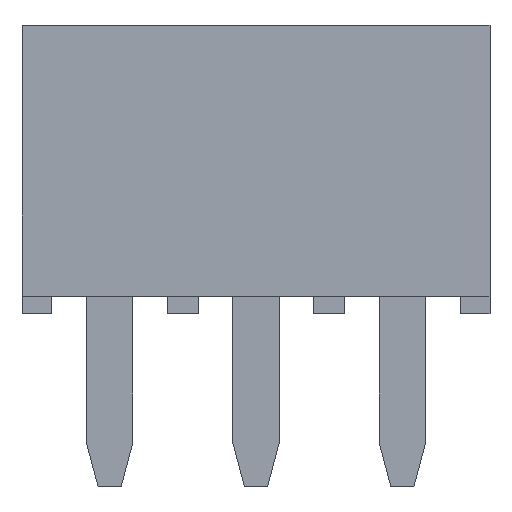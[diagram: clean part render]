
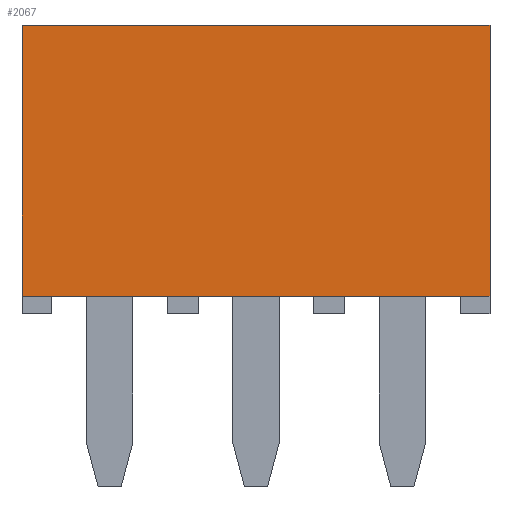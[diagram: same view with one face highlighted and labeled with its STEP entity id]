
A CAD part, top view. The second image highlights one B-rep face of the part: STEP entity #2067.
In plain terms, the highlighted planar face has unit normal (0, 0, 1).
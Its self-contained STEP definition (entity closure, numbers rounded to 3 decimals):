
#105=FACE_OUTER_BOUND('',#227,.T.);
#227=EDGE_LOOP('',(#1515,#1516,#1517,#1518));
#336=LINE('',#2830,#618);
#350=LINE('',#2858,#632);
#411=LINE('',#2985,#693);
#435=LINE('',#3036,#717);
#618=VECTOR('',#2303,10.);
#632=VECTOR('',#2325,51.3);
#693=VECTOR('',#2400,4.7);
#717=VECTOR('',#2456,51.3);
#894=VERTEX_POINT('',#2816);
#900=VERTEX_POINT('',#2828);
#910=VERTEX_POINT('',#2857);
#969=VERTEX_POINT('',#2984);
#1084=EDGE_CURVE('',#894,#900,#336,.T.);
#1098=EDGE_CURVE('',#910,#894,#350,.T.);
#1159=EDGE_CURVE('',#969,#910,#411,.T.);
#1183=EDGE_CURVE('',#969,#900,#435,.T.);
#1515=ORIENTED_EDGE('',*,*,#1084,.T.);
#1516=ORIENTED_EDGE('',*,*,#1183,.F.);
#1517=ORIENTED_EDGE('',*,*,#1159,.T.);
#1518=ORIENTED_EDGE('',*,*,#1098,.T.);
#1950=PLANE('',#2199);
#2067=ADVANCED_FACE('',(#105),#1950,.T.);
#2199=AXIS2_PLACEMENT_3D('',#3035,#2454,#2455);
#2303=DIRECTION('',(0.,1.,0.));
#2325=DIRECTION('',(1.,0.,0.));
#2400=DIRECTION('',(0.,-1.,0.));
#2454=DIRECTION('center_axis',(0.,0.,1.));
#2455=DIRECTION('ref_axis',(0.,-1.,0.));
#2456=DIRECTION('',(1.,0.,0.));
#2816=CARTESIAN_POINT('',(-17.53,0.3,1.25));
#2828=CARTESIAN_POINT('',(-17.53,5.,1.25));
#2830=CARTESIAN_POINT('',(-17.53,3.9,1.25));
#2857=CARTESIAN_POINT('',(-25.65,0.3,1.25));
#2858=CARTESIAN_POINT('',(-25.65,0.3,1.25));
#2984=CARTESIAN_POINT('',(-25.65,5.,1.25));
#2985=CARTESIAN_POINT('',(-25.65,5.,1.25));
#3035=CARTESIAN_POINT('Origin',(-25.65,5.,1.25));
#3036=CARTESIAN_POINT('',(-25.65,5.,1.25));
